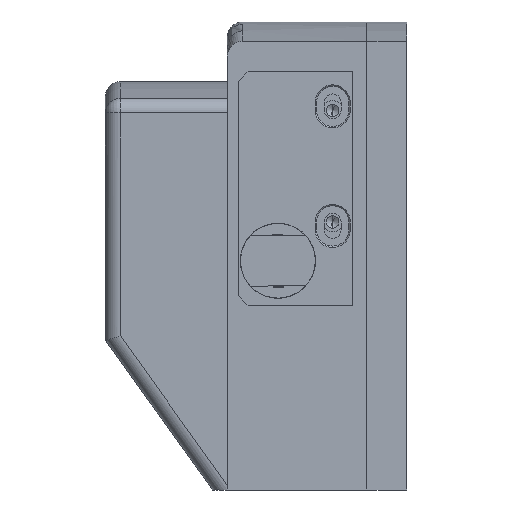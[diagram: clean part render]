
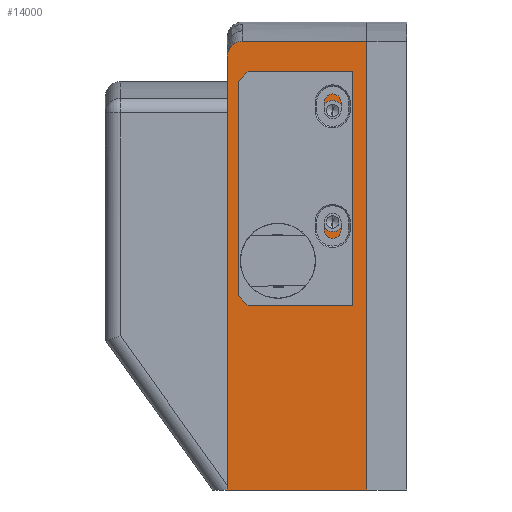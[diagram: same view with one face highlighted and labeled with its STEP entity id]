
A CAD part, left-side view. The second image highlights one B-rep face of the part: STEP entity #14000.
In plain terms, the highlighted planar face has unit normal (-1, 0, 0).
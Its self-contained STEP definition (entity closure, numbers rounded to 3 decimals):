
#376 = EDGE_CURVE ( 'NONE', #6253, #2909, #4124, .T. ) ;
#408 = DIRECTION ( 'NONE',  ( 1., 0., 0. ) ) ;
#492 = B_SPLINE_CURVE_WITH_KNOTS ( 'NONE', 3,
 ( #9658, #14454, #7454, #11046, #14312, #4271, #4199, #8689, #9731, #4349, #8625, #3007, #13188, #11872, #12013, #6356 ),
 .UNSPECIFIED., .F., .F.,
 ( 4, 2, 2, 2, 2, 2, 2, 4 ),
 ( 0., 0.001, 0.001, 0.002, 0.002, 0.004, 0.004, 0.005 ),
 .UNSPECIFIED. ) ;
#547 = DIRECTION ( 'NONE',  ( 0., 0., -1. ) ) ;
#877 = CARTESIAN_POINT ( 'NONE',  ( -31., 36., -47. ) ) ;
#1425 = CARTESIAN_POINT ( 'NONE',  ( -31., 36., -47. ) ) ;
#1644 = EDGE_CURVE ( 'NONE', #9953, #13333, #7562, .T. ) ;
#1758 = ORIENTED_EDGE ( 'NONE', *, *, #5072, .T. ) ;
#2441 = VECTOR ( 'NONE', #7842, 1000. ) ;
#2613 = VERTEX_POINT ( 'NONE', #13645 ) ;
#2752 = LINE ( 'NONE', #1425, #9473 ) ;
#2852 = EDGE_CURVE ( 'NONE', #12596, #12349, #492, .T. ) ;
#2909 = VERTEX_POINT ( 'NONE', #12297 ) ;
#3007 = CARTESIAN_POINT ( 'NONE',  ( -31., 35.85, 40.983 ) ) ;
#3125 = CARTESIAN_POINT ( 'NONE',  ( -31., 33., 43.095 ) ) ;
#3325 = FACE_OUTER_BOUND ( 'NONE', #13637, .T. ) ;
#3636 = DIRECTION ( 'NONE',  ( 0., 0., 1. ) ) ;
#3777 = CARTESIAN_POINT ( 'NONE',  ( -31., 24., 16. ) ) ;
#4124 = CIRCLE ( 'NONE', #8596, 6. ) ;
#4131 = ORIENTED_EDGE ( 'NONE', *, *, #14012, .F. ) ;
#4199 = CARTESIAN_POINT ( 'NONE',  ( -31., 34.521, 42.675 ) ) ;
#4271 = CARTESIAN_POINT ( 'NONE',  ( -31., 34.347, 42.773 ) ) ;
#4349 = CARTESIAN_POINT ( 'NONE',  ( -31., 35.412, 41.883 ) ) ;
#4564 = CIRCLE ( 'NONE', #11628, 6. ) ;
#4906 = DIRECTION ( 'NONE',  ( 1., 0., 0. ) ) ;
#5072 = EDGE_CURVE ( 'NONE', #2909, #6253, #4564, .T. ) ;
#5669 = DIRECTION ( 'NONE',  ( 0., -1., 0. ) ) ;
#6248 = EDGE_CURVE ( 'NONE', #2613, #9953, #6789, .T. ) ;
#6253 = VERTEX_POINT ( 'NONE', #8241 ) ;
#6356 = CARTESIAN_POINT ( 'NONE',  ( -31., 36., 39.996 ) ) ;
#6542 = ORIENTED_EDGE ( 'NONE', *, *, #376, .T. ) ;
#6789 = LINE ( 'NONE', #877, #12853 ) ;
#7454 = CARTESIAN_POINT ( 'NONE',  ( -31., 33.399, 43.074 ) ) ;
#7562 = LINE ( 'NONE', #12052, #2441 ) ;
#7824 = PLANE ( 'NONE',  #12770 ) ;
#7828 = EDGE_CURVE ( 'NONE', #12596, #13333, #10664, .T. ) ;
#7842 = DIRECTION ( 'NONE',  ( 0., 0., 1. ) ) ;
#8053 = CARTESIAN_POINT ( 'NONE',  ( -31., 36., -47. ) ) ;
#8241 = CARTESIAN_POINT ( 'NONE',  ( -31., 24., 10. ) ) ;
#8351 = VECTOR ( 'NONE', #11971, 1000. ) ;
#8596 = AXIS2_PLACEMENT_3D ( 'NONE', #10428, #408, #547 ) ;
#8625 = CARTESIAN_POINT ( 'NONE',  ( -31., 35.631, 41.538 ) ) ;
#8689 = CARTESIAN_POINT ( 'NONE',  ( -31., 34.848, 42.446 ) ) ;
#9348 = ORIENTED_EDGE ( 'NONE', *, *, #6248, .T. ) ;
#9473 = VECTOR ( 'NONE', #3636, 1000. ) ;
#9649 = ORIENTED_EDGE ( 'NONE', *, *, #7828, .F. ) ;
#9658 = CARTESIAN_POINT ( 'NONE',  ( -31., 33., 43.095 ) ) ;
#9731 = CARTESIAN_POINT ( 'NONE',  ( -31., 35.001, 42.314 ) ) ;
#9953 = VERTEX_POINT ( 'NONE', #10597 ) ;
#10428 = CARTESIAN_POINT ( 'NONE',  ( -31., 24., 16. ) ) ;
#10500 = DIRECTION ( 'NONE',  ( 1., 0., 0. ) ) ;
#10597 = CARTESIAN_POINT ( 'NONE',  ( -31., 8., -47. ) ) ;
#10664 = LINE ( 'NONE', #14279, #8351 ) ;
#10748 = CARTESIAN_POINT ( 'NONE',  ( -31., 36., 39.996 ) ) ;
#10820 = CARTESIAN_POINT ( 'NONE',  ( -31., 8., 43.095 ) ) ;
#11046 = CARTESIAN_POINT ( 'NONE',  ( -31., 33.788, 42.993 ) ) ;
#11455 = DIRECTION ( 'NONE',  ( 0., 0., -1. ) ) ;
#11628 = AXIS2_PLACEMENT_3D ( 'NONE', #3777, #10500, #11813 ) ;
#11813 = DIRECTION ( 'NONE',  ( 0., 0., -1. ) ) ;
#11872 = CARTESIAN_POINT ( 'NONE',  ( -31., 35.981, 40.396 ) ) ;
#11971 = DIRECTION ( 'NONE',  ( 0., -1., 0. ) ) ;
#12013 = CARTESIAN_POINT ( 'NONE',  ( -31., 36., 40.197 ) ) ;
#12052 = CARTESIAN_POINT ( 'NONE',  ( -31., 8., -47. ) ) ;
#12297 = CARTESIAN_POINT ( 'NONE',  ( -31., 24., 22. ) ) ;
#12349 = VERTEX_POINT ( 'NONE', #10748 ) ;
#12596 = VERTEX_POINT ( 'NONE', #3125 ) ;
#12770 = AXIS2_PLACEMENT_3D ( 'NONE', #8053, #4906, #11455 ) ;
#12853 = VECTOR ( 'NONE', #5669, 1000. ) ;
#13188 = CARTESIAN_POINT ( 'NONE',  ( -31., 35.907, 40.789 ) ) ;
#13285 = FACE_BOUND ( 'NONE', #13623, .T. ) ;
#13291 = ORIENTED_EDGE ( 'NONE', *, *, #1644, .T. ) ;
#13333 = VERTEX_POINT ( 'NONE', #10820 ) ;
#13448 = ORIENTED_EDGE ( 'NONE', *, *, #2852, .T. ) ;
#13623 = EDGE_LOOP ( 'NONE', ( #6542, #1758 ) ) ;
#13637 = EDGE_LOOP ( 'NONE', ( #9649, #13448, #4131, #9348, #13291 ) ) ;
#13645 = CARTESIAN_POINT ( 'NONE',  ( -31., 36., -47. ) ) ;
#14000 = ADVANCED_FACE ( 'NONE', ( #13285, #3325 ), #7824, .F. ) ;
#14012 = EDGE_CURVE ( 'NONE', #2613, #12349, #2752, .T. ) ;
#14279 = CARTESIAN_POINT ( 'NONE',  ( -31., 36., 43.095 ) ) ;
#14312 = CARTESIAN_POINT ( 'NONE',  ( -31., 33.981, 42.932 ) ) ;
#14454 = CARTESIAN_POINT ( 'NONE',  ( -31., 33.201, 43.095 ) ) ;
